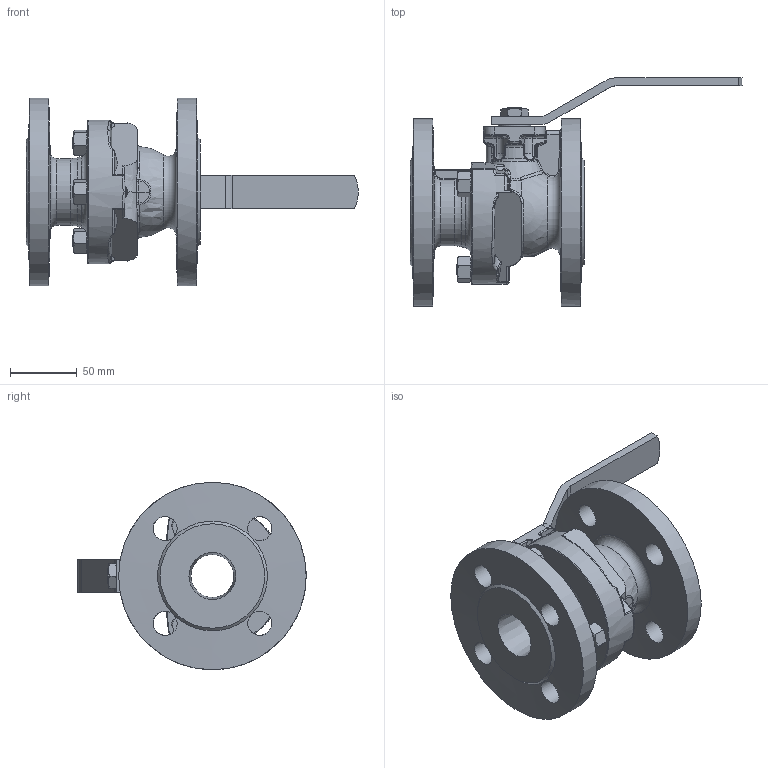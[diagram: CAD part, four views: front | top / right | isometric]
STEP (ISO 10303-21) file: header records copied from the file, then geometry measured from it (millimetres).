
FILE_DESCRIPTION( ( 'Unknown' ), '1' );
FILE_NAME( '4.170.032.stp', 'Unknown', ( 'Unknown' ), ( 'Unknown' ), 'PSStep 13.0', 'Unknown', ' ' );
FILE_SCHEMA( ( 'AUTOMOTIVE_DESIGN { 1 0 10303 214 1 1 1 1 }' ) );
Length unit declared in the file: millimetre
Products named in the file (2): Assem1; B2.DN032
Bounding box: 247.89 x 170.5 x 140 mm (x, y, z)
Volume: 1638102.8 mm3; surface area: 277726.3 mm2
Topology: 2 solids, 6 shells, 1286 faces, 3238 edges, 1964 vertices
Faces by surface type: bspline 422, cylinder 300, plane 266, cone 216, torus 72, sphere 10
Full cylindrical faces by diameter (mm): 6 x8, 10 x6, 11 x6, 18 x16, 24.1 x2, 32 x2, 140 x4
Entity records: 33665 total; most frequent: CARTESIAN_POINT 15226, ORIENTED_EDGE 3100, DIRECTION 2303, EDGE_CURVE 1550, AXIS2_PLACEMENT_3D 976, VERTEX_POINT 957, EDGE_LOOP 713, FACE_OUTER_BOUND 665
